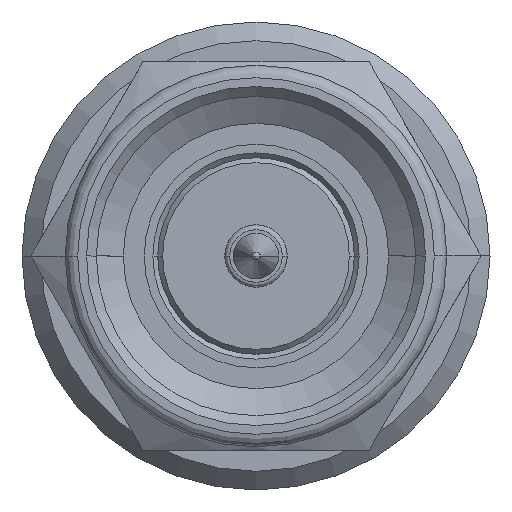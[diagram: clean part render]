
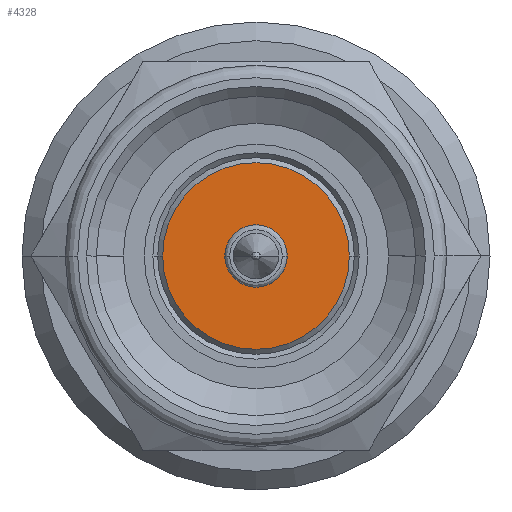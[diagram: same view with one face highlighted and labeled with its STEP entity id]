
A CAD part, left-side view. The second image highlights one B-rep face of the part: STEP entity #4328.
In plain terms, the highlighted planar face has unit normal (-1, 0, 0).
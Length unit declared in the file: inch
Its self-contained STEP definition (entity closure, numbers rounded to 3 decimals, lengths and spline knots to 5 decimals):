
#18 = CARTESIAN_POINT ( 'NONE',  ( 0.11417, 0., 0. ) ) ;
#113 = CARTESIAN_POINT ( 'NONE',  ( 0.11417, 0.0748, 0. ) ) ;
#186 = ORIENTED_EDGE ( 'NONE', *, *, #639, .T. ) ;
#550 = FACE_OUTER_BOUND ( 'NONE', #4781, .T. ) ;
#568 = CARTESIAN_POINT ( 'NONE',  ( 0.11417, 0., 0. ) ) ;
#639 = EDGE_CURVE ( 'NONE', #4557, #3647, #2155, .T. ) ;
#656 = EDGE_LOOP ( 'NONE', ( #4470, #186 ) ) ;
#791 = CARTESIAN_POINT ( 'NONE',  ( 0.11417, -0.0748, 0. ) ) ;
#879 = CARTESIAN_POINT ( 'NONE',  ( 0.11417, 0.025, 0. ) ) ;
#933 = DIRECTION ( 'NONE',  ( 1., 0., 0. ) ) ;
#1313 = DIRECTION ( 'NONE',  ( -1., 0., 0. ) ) ;
#1468 = CARTESIAN_POINT ( 'NONE',  ( 0.11417, 0., 0. ) ) ;
#1498 = CIRCLE ( 'NONE', #1846, 0.0748 ) ;
#1749 = FACE_BOUND ( 'NONE', #656, .T. ) ;
#1846 = AXIS2_PLACEMENT_3D ( 'NONE', #1468, #3073, #4754 ) ;
#1847 = DIRECTION ( 'NONE',  ( 0., 1., 0. ) ) ;
#2050 = VERTEX_POINT ( 'NONE', #113 ) ;
#2119 = ORIENTED_EDGE ( 'NONE', *, *, #5411, .F. ) ;
#2155 = CIRCLE ( 'NONE', #4792, 0.025 ) ;
#2246 = DIRECTION ( 'NONE',  ( 0., 1., 0. ) ) ;
#2553 = DIRECTION ( 'NONE',  ( 0., -1., 0. ) ) ;
#2638 = AXIS2_PLACEMENT_3D ( 'NONE', #3841, #1313, #2553 ) ;
#2925 = DIRECTION ( 'NONE',  ( 1., 0., 0. ) ) ;
#3073 = DIRECTION ( 'NONE',  ( 1., 0., 0. ) ) ;
#3077 = PLANE ( 'NONE',  #2638 ) ;
#3261 = ORIENTED_EDGE ( 'NONE', *, *, #5227, .F. ) ;
#3348 = AXIS2_PLACEMENT_3D ( 'NONE', #18, #2925, #3356 ) ;
#3356 = DIRECTION ( 'NONE',  ( 0., 1., 0. ) ) ;
#3615 = VERTEX_POINT ( 'NONE', #791 ) ;
#3647 = VERTEX_POINT ( 'NONE', #879 ) ;
#3775 = AXIS2_PLACEMENT_3D ( 'NONE', #568, #5152, #1847 ) ;
#3841 = CARTESIAN_POINT ( 'NONE',  ( 0.11417, 0.0748, 0. ) ) ;
#4144 = CIRCLE ( 'NONE', #3775, 0.025 ) ;
#4328 = ADVANCED_FACE ( 'NONE', ( #1749, #550 ), #3077, .T. ) ;
#4339 = CARTESIAN_POINT ( 'NONE',  ( 0.11417, 0., 0. ) ) ;
#4470 = ORIENTED_EDGE ( 'NONE', *, *, #5116, .T. ) ;
#4557 = VERTEX_POINT ( 'NONE', #5211 ) ;
#4754 = DIRECTION ( 'NONE',  ( 0., 1., 0. ) ) ;
#4781 = EDGE_LOOP ( 'NONE', ( #3261, #2119 ) ) ;
#4792 = AXIS2_PLACEMENT_3D ( 'NONE', #4339, #933, #2246 ) ;
#4855 = CIRCLE ( 'NONE', #3348, 0.0748 ) ;
#5116 = EDGE_CURVE ( 'NONE', #3647, #4557, #4144, .T. ) ;
#5152 = DIRECTION ( 'NONE',  ( 1., 0., 0. ) ) ;
#5211 = CARTESIAN_POINT ( 'NONE',  ( 0.11417, -0.025, 0. ) ) ;
#5227 = EDGE_CURVE ( 'NONE', #2050, #3615, #1498, .T. ) ;
#5411 = EDGE_CURVE ( 'NONE', #3615, #2050, #4855, .T. ) ;
